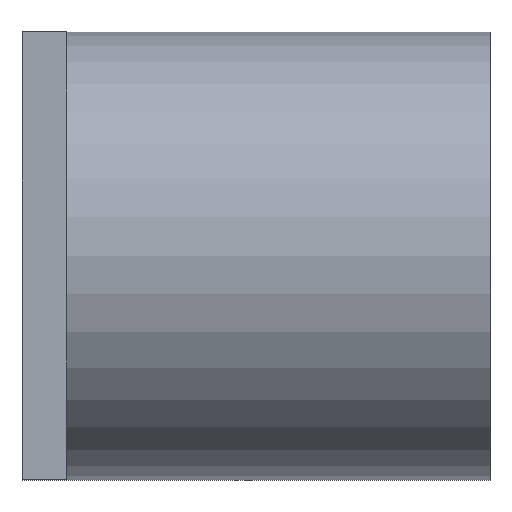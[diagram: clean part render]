
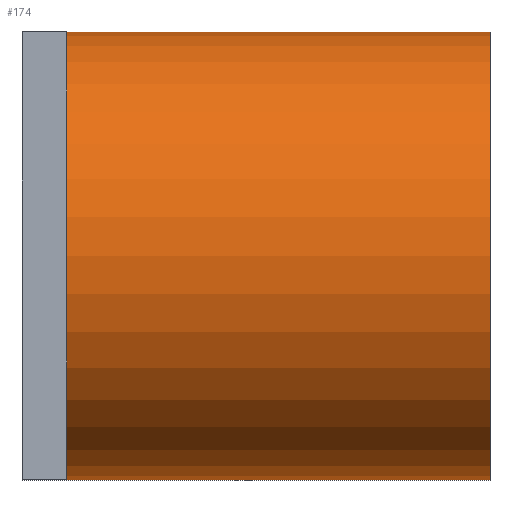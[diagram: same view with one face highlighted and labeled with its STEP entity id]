
A CAD part, top view. The second image highlights one B-rep face of the part: STEP entity #174.
In plain terms, the highlighted cylindrical face has radius 55 mm (diameter 110 mm), a partial arc.
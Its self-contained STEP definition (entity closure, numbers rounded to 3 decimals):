
#25=FACE_OUTER_BOUND('',#35,.T.);
#35=EDGE_LOOP('',(#126,#127,#128,#129,#130));
#47=LINE('',#280,#65);
#48=LINE('',#283,#66);
#65=VECTOR('',#230,10.);
#66=VECTOR('',#233,10.);
#83=CIRCLE('',#208,55.);
#84=CIRCLE('',#209,55.);
#85=CIRCLE('',#210,55.);
#88=VERTEX_POINT('',#274);
#89=VERTEX_POINT('',#275);
#90=VERTEX_POINT('',#277);
#91=VERTEX_POINT('',#279);
#92=VERTEX_POINT('',#281);
#103=EDGE_CURVE('',#88,#89,#83,.T.);
#104=EDGE_CURVE('',#90,#88,#84,.T.);
#105=EDGE_CURVE('',#90,#91,#47,.T.);
#106=EDGE_CURVE('',#92,#91,#85,.T.);
#107=EDGE_CURVE('',#89,#92,#48,.T.);
#126=ORIENTED_EDGE('',*,*,#103,.F.);
#127=ORIENTED_EDGE('',*,*,#104,.F.);
#128=ORIENTED_EDGE('',*,*,#105,.T.);
#129=ORIENTED_EDGE('',*,*,#106,.F.);
#130=ORIENTED_EDGE('',*,*,#107,.F.);
#172=CYLINDRICAL_SURFACE('',#207,55.);
#174=ADVANCED_FACE('',(#25),#172,.T.);
#207=AXIS2_PLACEMENT_3D('',#273,#224,#225);
#208=AXIS2_PLACEMENT_3D('',#276,#226,#227);
#209=AXIS2_PLACEMENT_3D('',#278,#228,#229);
#210=AXIS2_PLACEMENT_3D('',#282,#231,#232);
#224=DIRECTION('center_axis',(1.,0.,0.));
#225=DIRECTION('ref_axis',(0.,1.,0.));
#226=DIRECTION('center_axis',(-1.,0.,0.));
#227=DIRECTION('ref_axis',(0.,1.,0.));
#228=DIRECTION('center_axis',(-1.,0.,0.));
#229=DIRECTION('ref_axis',(0.,1.,0.));
#230=DIRECTION('',(1.,0.,0.));
#231=DIRECTION('center_axis',(1.,0.,0.));
#232=DIRECTION('ref_axis',(0.,1.,0.));
#233=DIRECTION('',(1.,0.,0.));
#273=CARTESIAN_POINT('Origin',(11.,0.,0.));
#274=CARTESIAN_POINT('',(11.,0.,55.));
#275=CARTESIAN_POINT('',(11.,55.,0.));
#276=CARTESIAN_POINT('Origin',(11.,0.,0.));
#277=CARTESIAN_POINT('',(11.,-55.,0.));
#278=CARTESIAN_POINT('Origin',(11.,0.,0.));
#279=CARTESIAN_POINT('',(115.,-55.,0.));
#280=CARTESIAN_POINT('',(11.,-55.,0.));
#281=CARTESIAN_POINT('',(115.,55.,0.));
#282=CARTESIAN_POINT('Origin',(115.,0.,0.));
#283=CARTESIAN_POINT('',(11.,55.,0.));
